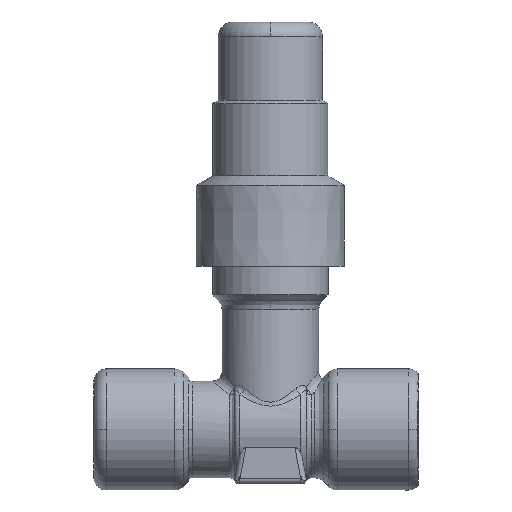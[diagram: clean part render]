
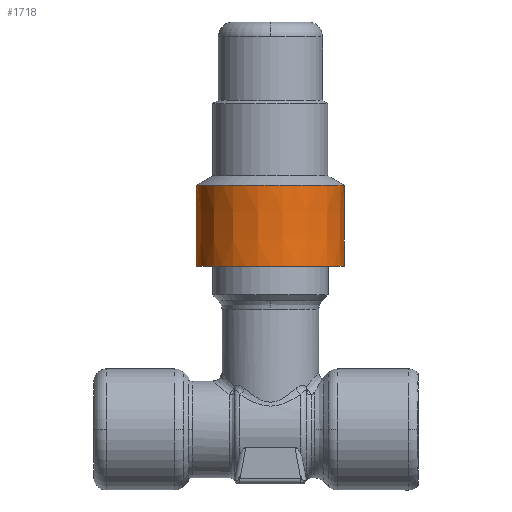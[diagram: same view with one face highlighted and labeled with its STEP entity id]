
A CAD part, front view. The second image highlights one B-rep face of the part: STEP entity #1718.
In plain terms, the highlighted conical face has half-angle 0.002 degrees and reference radius 0.001 mm.
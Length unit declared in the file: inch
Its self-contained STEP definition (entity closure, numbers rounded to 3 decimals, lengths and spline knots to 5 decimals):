
#63=CONICAL_SURFACE($,#1904,0.00003,0.);
#170=LINE($,#2983,#228);
#171=LINE($,#2985,#229);
#228=VECTOR($,#2237,0.78749);
#229=VECTOR($,#2238,0.78749);
#321=FACE_OUTER_BOUND($,#434,.T.);
#434=EDGE_LOOP($,(#1271,#1272,#1273,#1274));
#599=CIRCLE($,#1905,0.72112);
#600=CIRCLE($,#1906,0.72109);
#753=VERTEX_POINT($,#2976);
#754=VERTEX_POINT($,#2978);
#755=VERTEX_POINT($,#2982);
#756=VERTEX_POINT($,#2984);
#933=EDGE_CURVE($,#753,#755,#170,.T.);
#934=EDGE_CURVE($,#754,#756,#171,.T.);
#960=EDGE_CURVE($,#755,#756,#599,.T.);
#961=EDGE_CURVE($,#753,#754,#600,.T.);
#1271=ORIENTED_EDGE($,*,*,#933,.T.);
#1272=ORIENTED_EDGE($,*,*,#960,.T.);
#1273=ORIENTED_EDGE($,*,*,#934,.F.);
#1274=ORIENTED_EDGE($,*,*,#961,.F.);
#1718=ADVANCED_FACE($,(#321),#63,.T.);
#1904=AXIS2_PLACEMENT_3D($,#3241,#2277,#2278);
#1905=AXIS2_PLACEMENT_3D($,#3242,#2279,#2280);
#1906=AXIS2_PLACEMENT_3D($,#3243,#2281,#2282);
#2237=DIRECTION($,(0.,0.,-1.));
#2238=DIRECTION($,(0.,0.,-1.));
#2277=DIRECTION('center_axis',(0.,0.,
-1.));
#2278=DIRECTION('ref_axis',(-1.,0.,0.));
#2279=DIRECTION('center_axis',(0.,0.,
1.));
#2280=DIRECTION('ref_axis',(-1.,0.,0.));
#2281=DIRECTION('center_axis',(0.,0.,
1.));
#2282=DIRECTION('ref_axis',(-1.,0.,0.));
#2976=CARTESIAN_POINT('',(0.99891,0.,2.37761));
#2978=CARTESIAN_POINT('',(2.44109,0.,2.37761));
#2982=CARTESIAN_POINT('',(0.99888,0.,1.59012));
#2983=CARTESIAN_POINT($,(0.99891,0.,2.37761));
#2984=CARTESIAN_POINT('',(2.44112,0.,1.59012));
#2985=CARTESIAN_POINT($,(2.44109,0.,2.37761));
#3241=CARTESIAN_POINT('Origin',(1.72,0.,22682.67983));
#3242=CARTESIAN_POINT('Origin',(1.72,0.,1.59012));
#3243=CARTESIAN_POINT('Origin',(1.72,0.,2.37761));
